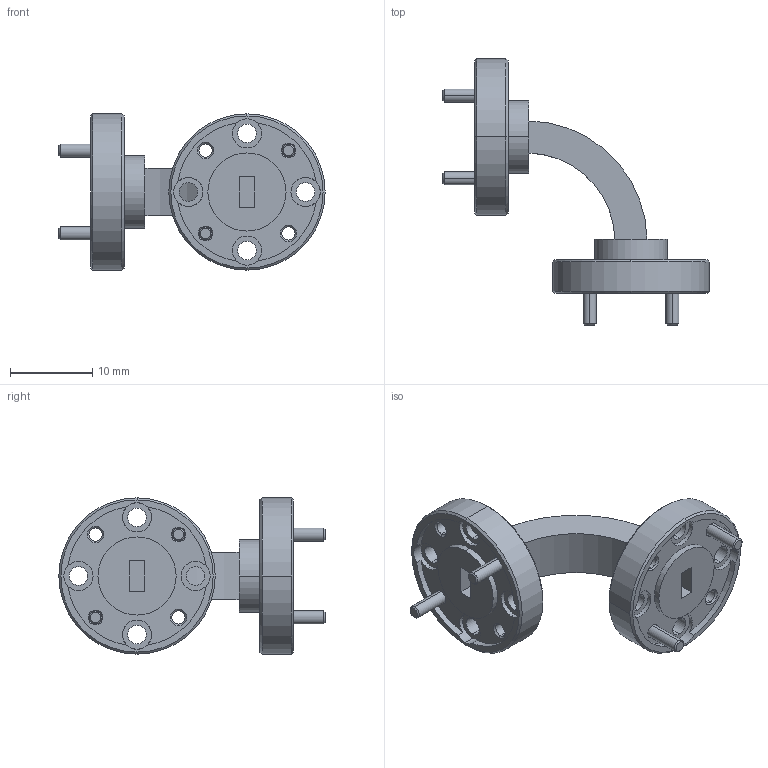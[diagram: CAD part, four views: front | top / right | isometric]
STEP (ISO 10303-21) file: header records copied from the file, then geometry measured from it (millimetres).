
FILE_DESCRIPTION (( 'STEP AP214' ), '1' );
FILE_NAME ('WB-EV-A.STEP', '2025-01-24T21:31:19', ( '' ), ( '' ), 'SwSTEP 2.0', 'SolidWorks 2021', '' );
FILE_SCHEMA (( 'AUTOMOTIVE_DESIGN' ));
Length unit declared in the file: inch
Products named in the file (1): WB-EV-A
Bounding box: 32.45 x 32.45 x 19.05 mm (x, y, z)
Volume: 2508.5 mm3; surface area: 2923.5 mm2
Topology: 5 solids, 6 shells, 162 faces, 384 edges, 244 vertices
Faces by surface type: cylinder 80, plane 42, cone 40
Entity records: 6992 total; most frequent: DIRECTION 930, CARTESIAN_POINT 791, ORIENTED_EDGE 768, EDGE_CURVE 384, AXIS2_PLACEMENT_3D 383, VERTEX_POINT 244, CIRCLE 220, EDGE_LOOP 204
